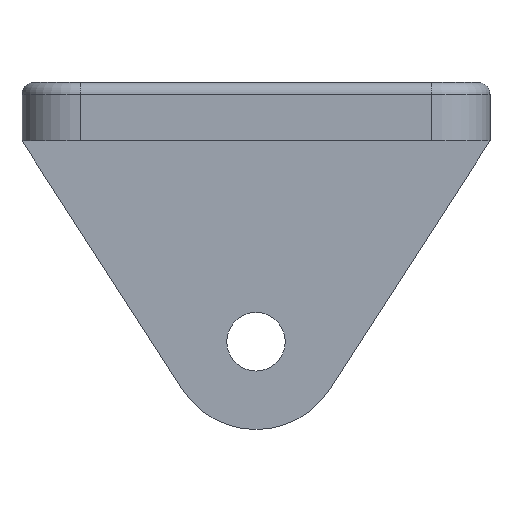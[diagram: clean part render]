
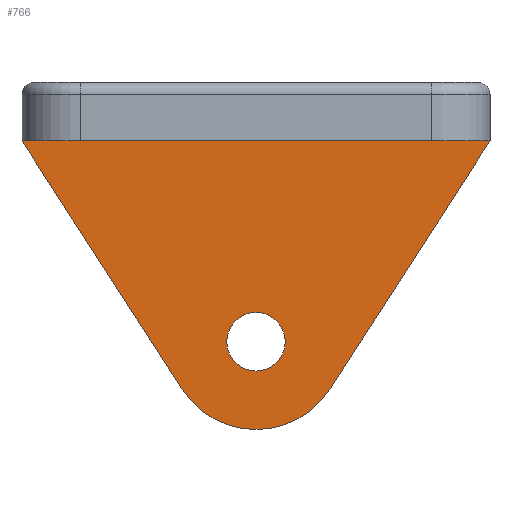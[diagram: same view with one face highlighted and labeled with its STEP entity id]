
A CAD part, left-side view. The second image highlights one B-rep face of the part: STEP entity #766.
In plain terms, the highlighted planar face has unit normal (-1, 0, 0).
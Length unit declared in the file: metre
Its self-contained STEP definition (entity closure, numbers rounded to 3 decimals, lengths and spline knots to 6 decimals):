
#62=LINE('',#1212,#122);
#92=LINE('',#1287,#152);
#95=LINE('',#1296,#155);
#122=VECTOR('',#951,1.);
#152=VECTOR('',#1021,1.);
#155=VECTOR('',#1032,1.);
#266=ORIENTED_EDGE('',*,*,#440,.T.);
#267=ORIENTED_EDGE('',*,*,#443,.F.);
#268=ORIENTED_EDGE('',*,*,#445,.F.);
#269=ORIENTED_EDGE('',*,*,#402,.T.);
#270=ORIENTED_EDGE('',*,*,#446,.T.);
#402=EDGE_CURVE('',#507,#506,#62,.T.);
#440=EDGE_CURVE('',#506,#531,#92,.T.);
#443=EDGE_CURVE('',#533,#531,#565,.T.);
#445=EDGE_CURVE('',#507,#533,#95,.T.);
#446=EDGE_CURVE('',#534,#534,#566,.T.);
#506=VERTEX_POINT('',#1211);
#507=VERTEX_POINT('',#1213);
#531=VERTEX_POINT('',#1286);
#533=VERTEX_POINT('',#1292);
#534=VERTEX_POINT('',#1299);
#565=CIRCLE('',#846,0.009525);
#566=CIRCLE('',#849,0.003175);
#616=EDGE_LOOP('',(#266,#267,#268,#269));
#617=EDGE_LOOP('',(#270));
#688=FACE_BOUND('',#616,.T.);
#689=FACE_BOUND('',#617,.T.);
#742=PLANE('',#851);
#766=ADVANCED_FACE('',(#688,#689),#742,.T.);
#846=AXIS2_PLACEMENT_3D('',#1293,#1027,#1028);
#849=AXIS2_PLACEMENT_3D('',#1298,#1035,#1036);
#851=AXIS2_PLACEMENT_3D('',#1302,#1039,#1040);
#951=DIRECTION('',(0.,1.,0.));
#1021=DIRECTION('',(0.,-0.542,-0.84));
#1027=DIRECTION('',(1.,0.,0.));
#1028=DIRECTION('',(0.,0.,-1.));
#1032=DIRECTION('',(0.,0.542,-0.84));
#1035=DIRECTION('',(1.,0.,0.));
#1036=DIRECTION('',(0.,0.,-1.));
#1039=DIRECTION('',(-1.,0.,0.));
#1040=DIRECTION('',(0.,1.,0.));
#1211=CARTESIAN_POINT('',(-0.047625,0.073901,0.04115));
#1212=CARTESIAN_POINT('',(-0.047625,0.048501,0.04115));
#1213=CARTESIAN_POINT('',(-0.047625,0.023101,0.04115));
#1286=CARTESIAN_POINT('',(-0.047625,0.056504,0.014188));
#1287=CARTESIAN_POINT('',(-0.047625,0.067479,0.031198));
#1292=CARTESIAN_POINT('',(-0.047625,0.040497,0.014188));
#1293=CARTESIAN_POINT('',(-0.047625,0.048501,0.019352));
#1296=CARTESIAN_POINT('',(-0.047625,0.029522,0.031198));
#1298=CARTESIAN_POINT('',(-0.047625,0.048501,0.019352));
#1299=CARTESIAN_POINT('',(-0.047625,0.048501,0.016177));
#1302=CARTESIAN_POINT('',(-0.047625,0.048501,0.023901));
